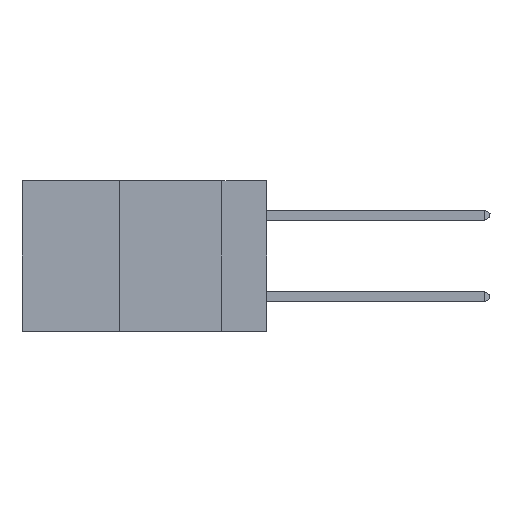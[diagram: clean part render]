
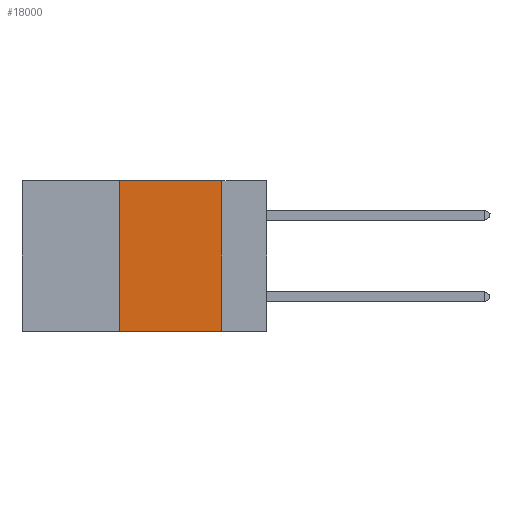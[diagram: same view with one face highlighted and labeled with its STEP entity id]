
A CAD part, left-side view. The second image highlights one B-rep face of the part: STEP entity #18000.
In plain terms, the highlighted planar face has unit normal (-1, 0, 0).
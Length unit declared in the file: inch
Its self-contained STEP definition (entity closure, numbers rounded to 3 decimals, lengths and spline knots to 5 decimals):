
#26 = VECTOR ( 'NONE', #709, 39.37008 ) ;
#226 = CARTESIAN_POINT ( 'NONE',  ( 0., 0.11, 0. ) ) ;
#709 = DIRECTION ( 'NONE',  ( 0., 0., -1. ) ) ;
#1714 = CARTESIAN_POINT ( 'NONE',  ( 0., 0.11, -0.37 ) ) ;
#2898 = VERTEX_POINT ( 'NONE', #226 ) ;
#3640 = LINE ( 'NONE', #19357, #7541 ) ;
#4024 = LINE ( 'NONE', #12045, #26 ) ;
#4298 = EDGE_CURVE ( 'NONE', #17585, #2898, #15860, .T. ) ;
#4319 = CARTESIAN_POINT ( 'NONE',  ( 0., 0.36, 0. ) ) ;
#4581 = PLANE ( 'NONE',  #20025 ) ;
#4649 = LINE ( 'NONE', #19218, #9370 ) ;
#4890 = CARTESIAN_POINT ( 'NONE',  ( 0., 0.36, -0.37 ) ) ;
#4894 = VECTOR ( 'NONE', #10968, 39.37008 ) ;
#4996 = DIRECTION ( 'NONE',  ( 0., -1., 0. ) ) ;
#5027 = ORIENTED_EDGE ( 'NONE', *, *, #4298, .F. ) ;
#5043 = ORIENTED_EDGE ( 'NONE', *, *, #13448, .F. ) ;
#7541 = VECTOR ( 'NONE', #4996, 39.37008 ) ;
#7605 = DIRECTION ( 'NONE',  ( 0., 0., -1. ) ) ;
#7629 = EDGE_CURVE ( 'NONE', #14060, #14955, #3640, .T. ) ;
#9370 = VECTOR ( 'NONE', #12980, 39.37008 ) ;
#9845 = EDGE_LOOP ( 'NONE', ( #5043, #5027, #10932, #14619 ) ) ;
#10932 = ORIENTED_EDGE ( 'NONE', *, *, #17254, .F. ) ;
#10968 = DIRECTION ( 'NONE',  ( 0., -1., 0. ) ) ;
#12045 = CARTESIAN_POINT ( 'NONE',  ( 0., 0.11, 0. ) ) ;
#12399 = FACE_OUTER_BOUND ( 'NONE', #9845, .T. ) ;
#12434 = CARTESIAN_POINT ( 'NONE',  ( 0., 0.6, 0. ) ) ;
#12980 = DIRECTION ( 'NONE',  ( 0., 0., 1. ) ) ;
#13448 = EDGE_CURVE ( 'NONE', #2898, #14955, #4024, .T. ) ;
#14060 = VERTEX_POINT ( 'NONE', #4890 ) ;
#14619 = ORIENTED_EDGE ( 'NONE', *, *, #7629, .T. ) ;
#14955 = VERTEX_POINT ( 'NONE', #1714 ) ;
#15251 = DIRECTION ( 'NONE',  ( 1., 0., 0. ) ) ;
#15860 = LINE ( 'NONE', #12434, #4894 ) ;
#17254 = EDGE_CURVE ( 'NONE', #14060, #17585, #4649, .T. ) ;
#17585 = VERTEX_POINT ( 'NONE', #4319 ) ;
#18000 = ADVANCED_FACE ( 'NONE', ( #12399 ), #4581, .F. ) ;
#19218 = CARTESIAN_POINT ( 'NONE',  ( 0., 0.36, 0. ) ) ;
#19357 = CARTESIAN_POINT ( 'NONE',  ( 0., 0.6, -0.37 ) ) ;
#20025 = AXIS2_PLACEMENT_3D ( 'NONE', #20304, #15251, #7605 ) ;
#20304 = CARTESIAN_POINT ( 'NONE',  ( 0., 0.6, 0. ) ) ;
